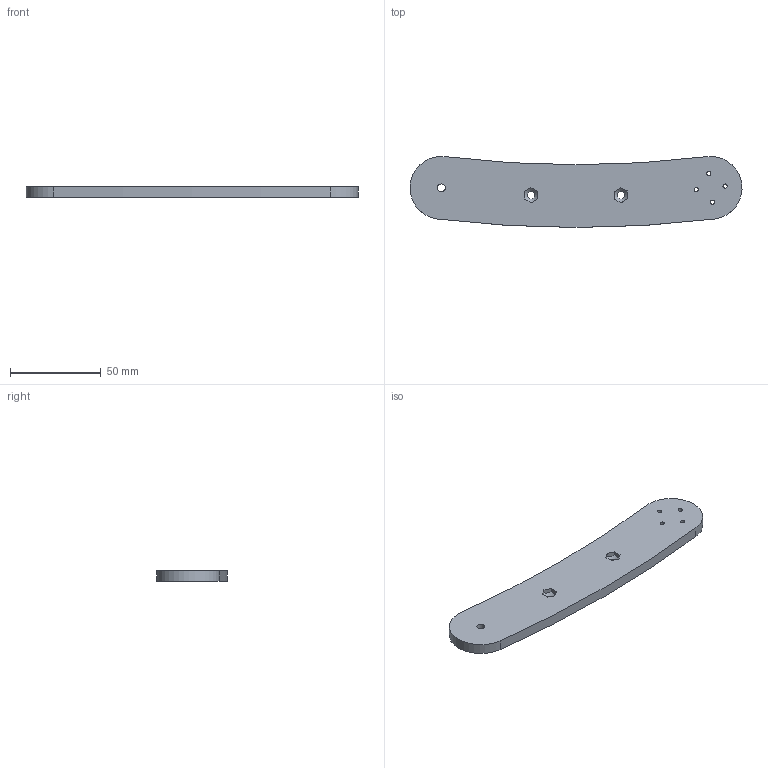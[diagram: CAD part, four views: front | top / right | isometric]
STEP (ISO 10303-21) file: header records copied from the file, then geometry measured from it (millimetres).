
FILE_DESCRIPTION(/* description */ (''),/* implementation_level */ '2;1');
FILE_NAME(/* name */ 'Arm - main arm L v1.step',/* time_stamp */ '2022-05-20T11:01:01-04:00',/* author */ (''),/* organization */ (''),/* preprocessor_version */ 'ST-DEVELOPER v18.1',/* originating_system */ 'Autodesk Translation Framework v10.14.0.1471',/* authorisation */ '');
FILE_SCHEMA (('AUTOMOTIVE_DESIGN { 1 0 10303 214 3 1 1 }'));
Length unit declared in the file: millimetre
Products named in the file (1): Arm - main arm L
Bounding box: 182.95 x 39.12 x 6 mm (x, y, z)
Volume: 35677 mm3; surface area: 15178.9 mm2
Topology: 1 solids, 1 shells, 67 faces, 173 edges, 112 vertices
Faces by surface type: plane 46, cylinder 15, cone 6
Full cylindrical faces by diameter (mm): 2.3 x4, 4.3 x3, 4.5 x4
Entity records: 2076 total; most frequent: CARTESIAN_POINT 381, ORIENTED_EDGE 346, DIRECTION 337, EDGE_CURVE 173, LINE 117, VECTOR 117, VERTEX_POINT 112, AXIS2_PLACEMENT_3D 110
